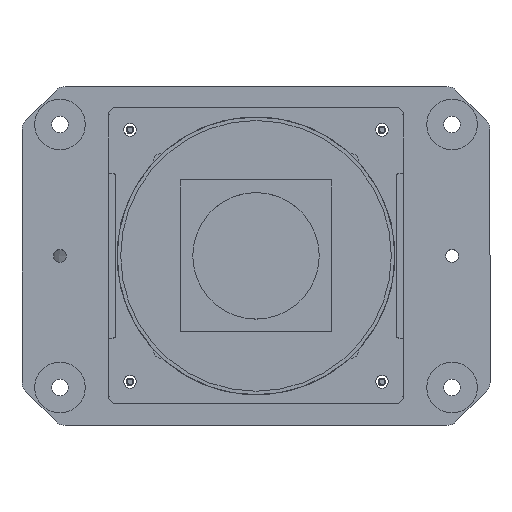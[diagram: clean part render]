
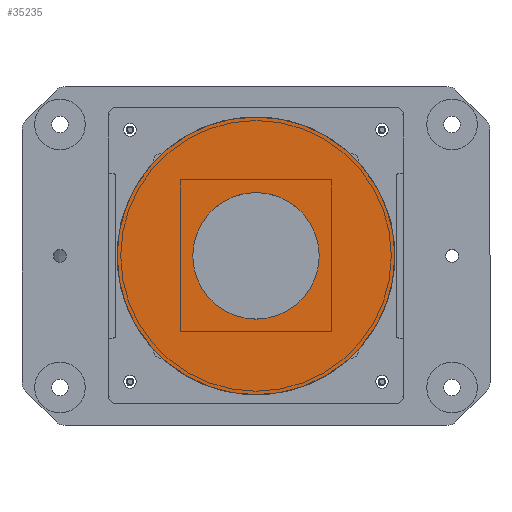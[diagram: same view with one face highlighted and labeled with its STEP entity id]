
A CAD part, top view. The second image highlights one B-rep face of the part: STEP entity #35235.
In plain terms, the highlighted planar face has unit normal (0, 0, 1).
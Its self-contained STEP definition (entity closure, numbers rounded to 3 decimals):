
#330 = CARTESIAN_POINT ( 'NONE',  ( 0., 0., 16.25 ) ) ;
#1102 = CARTESIAN_POINT ( 'NONE',  ( 25., 0., 16.25 ) ) ;
#3329 = EDGE_CURVE ( 'NONE', #13935, #13935, #28296, .T. ) ;
#3522 = CIRCLE ( 'NONE', #37249, 54.875 ) ;
#4011 = DIRECTION ( 'NONE',  ( 0., 0., 1. ) ) ;
#4960 = CARTESIAN_POINT ( 'NONE',  ( 0., 0., 16.25 ) ) ;
#9056 = DIRECTION ( 'NONE',  ( 0., 0., 1. ) ) ;
#9301 = DIRECTION ( 'NONE',  ( 1., 0., 0. ) ) ;
#10242 = AXIS2_PLACEMENT_3D ( 'NONE', #330, #4011, #9301 ) ;
#13935 = VERTEX_POINT ( 'NONE', #1102 ) ;
#14355 = ORIENTED_EDGE ( 'NONE', *, *, #27581, .T. ) ;
#14502 = DIRECTION ( 'NONE',  ( 1., 0., 0. ) ) ;
#14987 = VERTEX_POINT ( 'NONE', #39393 ) ;
#15386 = DIRECTION ( 'NONE',  ( 1., 0., 0. ) ) ;
#24758 = FACE_OUTER_BOUND ( 'NONE', #28603, .T. ) ;
#27581 = EDGE_CURVE ( 'NONE', #14987, #14987, #3522, .T. ) ;
#27601 = ORIENTED_EDGE ( 'NONE', *, *, #3329, .F. ) ;
#28296 = CIRCLE ( 'NONE', #28919, 25. ) ;
#28603 = EDGE_LOOP ( 'NONE', ( #14355 ) ) ;
#28919 = AXIS2_PLACEMENT_3D ( 'NONE', #36895, #9056, #15386 ) ;
#30864 = DIRECTION ( 'NONE',  ( 0., 0., 1. ) ) ;
#31850 = PLANE ( 'NONE',  #10242 ) ;
#34700 = FACE_BOUND ( 'NONE', #38763, .T. ) ;
#35235 = ADVANCED_FACE ( 'NONE', ( #24758, #34700 ), #31850, .T. ) ;
#36895 = CARTESIAN_POINT ( 'NONE',  ( 0., 0., 16.25 ) ) ;
#37249 = AXIS2_PLACEMENT_3D ( 'NONE', #4960, #30864, #14502 ) ;
#38763 = EDGE_LOOP ( 'NONE', ( #27601 ) ) ;
#39393 = CARTESIAN_POINT ( 'NONE',  ( 54.875, 0., 16.25 ) ) ;
